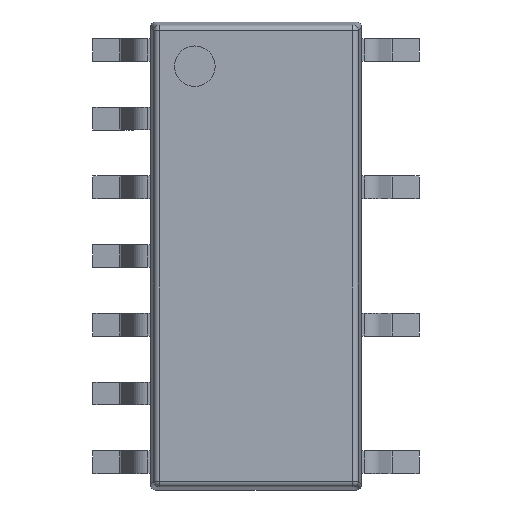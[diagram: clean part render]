
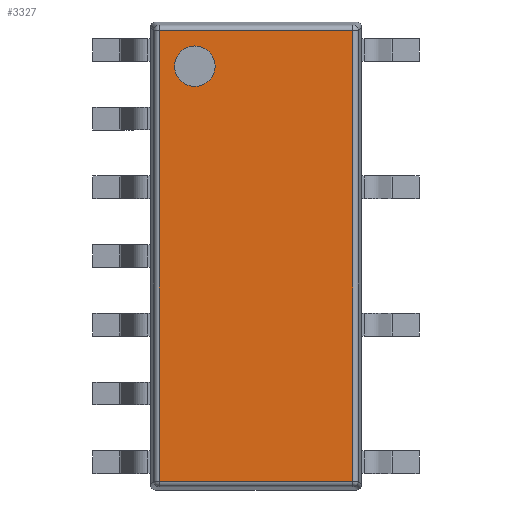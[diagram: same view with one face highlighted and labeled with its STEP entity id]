
A CAD part, top view. The second image highlights one B-rep face of the part: STEP entity #3327.
In plain terms, the highlighted planar face has unit normal (0, 0, 1).
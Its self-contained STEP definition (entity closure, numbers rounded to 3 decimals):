
#14=FACE_BOUND('',#385,.T.);
#31=PLANE('',#3564);
#197=FACE_OUTER_BOUND('',#384,.T.);
#384=EDGE_LOOP('',(#2303,#2304,#2305,#2306));
#385=EDGE_LOOP('',(#2307));
#573=LINE('',#4910,#930);
#575=LINE('',#4918,#932);
#577=LINE('',#4928,#934);
#579=LINE('',#4937,#936);
#930=VECTOR('',#3911,10.);
#932=VECTOR('',#3919,10.);
#934=VECTOR('',#3931,10.);
#936=VECTOR('',#3943,10.);
#1296=CIRCLE('',#3565,0.375);
#1408=VERTEX_POINT('',#4907);
#1409=VERTEX_POINT('',#4909);
#1412=VERTEX_POINT('',#4917);
#1415=VERTEX_POINT('',#4927);
#1428=VERTEX_POINT('',#4972);
#1742=EDGE_CURVE('',#1408,#1409,#573,.T.);
#1746=EDGE_CURVE('',#1409,#1412,#575,.T.);
#1751=EDGE_CURVE('',#1412,#1415,#577,.T.);
#1756=EDGE_CURVE('',#1415,#1408,#579,.T.);
#1774=EDGE_CURVE('',#1428,#1428,#1296,.T.);
#2303=ORIENTED_EDGE('',*,*,#1742,.F.);
#2304=ORIENTED_EDGE('',*,*,#1756,.F.);
#2305=ORIENTED_EDGE('',*,*,#1751,.F.);
#2306=ORIENTED_EDGE('',*,*,#1746,.F.);
#2307=ORIENTED_EDGE('',*,*,#1774,.T.);
#3327=ADVANCED_FACE('',(#197,#14),#31,.T.);
#3564=AXIS2_PLACEMENT_3D('',#4971,#3982,#3983);
#3565=AXIS2_PLACEMENT_3D('',#4973,#3984,#3985);
#3911=DIRECTION('',(-1.,0.,0.));
#3919=DIRECTION('',(0.,1.,0.));
#3931=DIRECTION('',(1.,0.,0.));
#3943=DIRECTION('',(0.,-1.,0.));
#3982=DIRECTION('center_axis',(0.,0.,1.));
#3983=DIRECTION('ref_axis',(1.,0.,0.));
#3984=DIRECTION('center_axis',(0.,0.,-1.));
#3985=DIRECTION('ref_axis',(-1.,0.,0.));
#4907=CARTESIAN_POINT('',(1.792,-4.167,1.55));
#4909=CARTESIAN_POINT('',(-1.792,-4.167,1.55));
#4910=CARTESIAN_POINT('',(0.975,-4.167,1.55));
#4917=CARTESIAN_POINT('',(-1.792,4.167,1.55));
#4918=CARTESIAN_POINT('',(-1.792,-2.163,1.55));
#4927=CARTESIAN_POINT('',(1.792,4.167,1.55));
#4928=CARTESIAN_POINT('',(-0.975,4.167,1.55));
#4937=CARTESIAN_POINT('',(1.792,2.163,1.55));
#4971=CARTESIAN_POINT('Origin',(0.,0.,1.55));
#4972=CARTESIAN_POINT('',(-0.756,3.506,1.55));
#4973=CARTESIAN_POINT('Origin',(-1.131,3.506,1.55));
